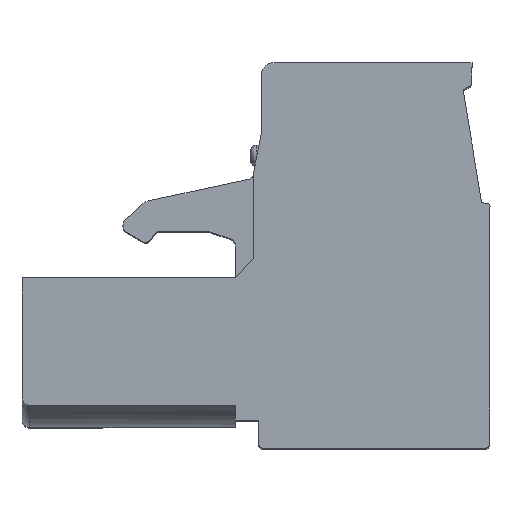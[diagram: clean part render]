
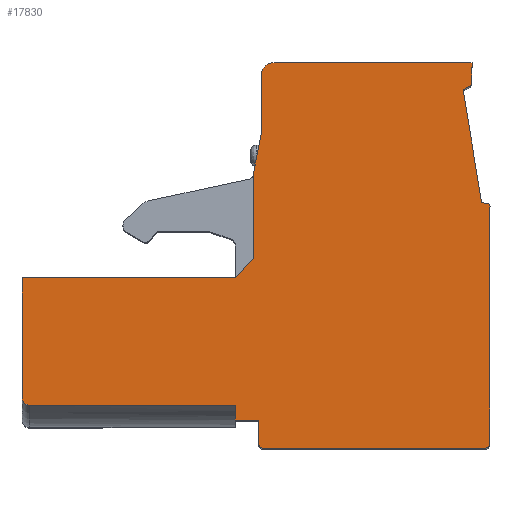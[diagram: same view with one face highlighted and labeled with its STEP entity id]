
A CAD part, top view. The second image highlights one B-rep face of the part: STEP entity #17830.
In plain terms, the highlighted planar face has unit normal (0, 0, 1).
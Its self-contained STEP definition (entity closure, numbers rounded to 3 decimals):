
#6925=DIRECTION('',(0.,1.,0.));
#6926=VECTOR('',#6925,4.65);
#6927=CARTESIAN_POINT('',(3.7,1.975,7.62));
#6928=LINE('',#6927,#6926);
#6929=DIRECTION('',(1.,0.,0.));
#6930=VECTOR('',#6929,8.3);
#6931=CARTESIAN_POINT('',(3.7,6.625,7.62));
#6932=LINE('',#6931,#6930);
#6933=DIRECTION('',(0.682,0.731,0.));
#6934=VECTOR('',#6933,1.026);
#6935=CARTESIAN_POINT('',(12.,6.625,7.62));
#6936=LINE('',#6935,#6934);
#6937=DIRECTION('',(0.,1.,0.));
#6938=VECTOR('',#6937,3.325);
#6939=CARTESIAN_POINT('',(12.7,7.375,7.62));
#6940=LINE('',#6939,#6938);
#6941=DIRECTION('',(0.196,0.981,0.));
#6942=VECTOR('',#6941,1.53);
#6943=CARTESIAN_POINT('',(12.7,10.7,7.62));
#6944=LINE('',#6943,#6942);
#6945=DIRECTION('',(0.,1.,0.));
#6946=VECTOR('',#6945,2.3);
#6947=CARTESIAN_POINT('',(13.,12.2,7.62));
#6948=LINE('',#6947,#6946);
#6949=CARTESIAN_POINT('',(13.5,14.5,7.62));
#6950=DIRECTION('',(0.,0.,-1.));
#6951=DIRECTION('',(-1.,0.,0.));
#6952=AXIS2_PLACEMENT_3D('',#6949,#6950,#6951);
#6954=DIRECTION('',(1.,0.,0.));
#6955=VECTOR('',#6954,7.7);
#6956=CARTESIAN_POINT('',(13.5,15.,7.62));
#6957=LINE('',#6956,#6955);
#6958=DIRECTION('',(0.,-1.,0.));
#6959=VECTOR('',#6958,0.766);
#6960=CARTESIAN_POINT('',(21.2,15.,7.62));
#6961=LINE('',#6960,#6959);
#6962=CARTESIAN_POINT('',(21.,14.234,7.62));
#6963=DIRECTION('',(0.,0.,-1.));
#6964=DIRECTION('',(1.,0.,0.));
#6965=AXIS2_PLACEMENT_3D('',#6962,#6963,#6964);
#6967=DIRECTION('',(-0.911,-0.412,0.));
#6968=VECTOR('',#6967,0.248);
#6969=CARTESIAN_POINT('',(21.082,14.052,7.62));
#6970=LINE('',#6969,#6968);
#6971=DIRECTION('',(0.16,-0.987,0.));
#6972=VECTOR('',#6971,4.449);
#6973=CARTESIAN_POINT('',(20.857,13.95,7.62));
#6974=LINE('',#6973,#6972);
#6975=DIRECTION('',(0.985,-0.174,0.));
#6976=VECTOR('',#6975,0.251);
#6977=CARTESIAN_POINT('',(21.57,9.558,7.62));
#6978=LINE('',#6977,#6976);
#6979=CARTESIAN_POINT('',(21.8,9.416,7.62));
#6980=DIRECTION('',(0.,0.,-1.));
#6981=DIRECTION('',(0.174,0.985,0.));
#6982=AXIS2_PLACEMENT_3D('',#6979,#6980,#6981);
#6984=DIRECTION('',(0.,-1.,0.));
#6985=VECTOR('',#6984,9.216);
#6986=CARTESIAN_POINT('',(21.9,9.416,7.62));
#6987=LINE('',#6986,#6985);
#6988=CARTESIAN_POINT('',(21.7,0.2,7.62));
#6989=DIRECTION('',(0.,0.,-1.));
#6990=DIRECTION('',(1.,0.,0.));
#6991=AXIS2_PLACEMENT_3D('',#6988,#6989,#6990);
#6993=DIRECTION('',(-1.,0.,0.));
#6994=VECTOR('',#6993,8.6);
#6995=CARTESIAN_POINT('',(21.7,0.,7.62));
#6996=LINE('',#6995,#6994);
#6997=CARTESIAN_POINT('',(13.1,0.2,7.62));
#6998=DIRECTION('',(0.,0.,-1.));
#6999=DIRECTION('',(0.,-1.,0.));
#7000=AXIS2_PLACEMENT_3D('',#6997,#6998,#6999);
#7002=DIRECTION('',(0.,1.,0.));
#7003=VECTOR('',#7002,0.9);
#7004=CARTESIAN_POINT('',(12.9,0.2,7.62));
#7005=LINE('',#7004,#7003);
#7006=DIRECTION('',(-1.,0.,0.));
#7007=VECTOR('',#7006,0.9);
#7008=CARTESIAN_POINT('',(12.9,1.1,7.62));
#7009=LINE('',#7008,#7007);
#7010=DIRECTION('',(-1.,0.,0.));
#7011=VECTOR('',#7010,8.);
#7012=CARTESIAN_POINT('',(12.,1.675,7.62));
#7013=LINE('',#7012,#7011);
#7014=CARTESIAN_POINT('',(4.,1.975,7.62));
#7015=DIRECTION('',(0.,0.,-1.));
#7016=DIRECTION('',(0.,-1.,0.));
#7017=AXIS2_PLACEMENT_3D('',#7014,#7015,#7016);
#7248=DIRECTION('',(0.,-1.,0.));
#7249=VECTOR('',#7248,0.575);
#7250=CARTESIAN_POINT('',(12.,1.675,7.62));
#7251=LINE('',#7250,#7249);
#8986=CARTESIAN_POINT('',(3.7,6.625,7.62));
#8987=VERTEX_POINT('',#8986);
#8988=CARTESIAN_POINT('',(3.7,1.975,7.62));
#8989=VERTEX_POINT('',#8988);
#9012=CARTESIAN_POINT('',(4.,1.675,7.62));
#9013=VERTEX_POINT('',#9012);
#9014=CARTESIAN_POINT('',(12.,6.625,7.62));
#9015=VERTEX_POINT('',#9014);
#9016=CARTESIAN_POINT('',(12.7,7.375,7.62));
#9017=VERTEX_POINT('',#9016);
#9018=CARTESIAN_POINT('',(12.7,10.7,7.62));
#9019=VERTEX_POINT('',#9018);
#9020=CARTESIAN_POINT('',(13.,12.2,7.62));
#9021=VERTEX_POINT('',#9020);
#9022=CARTESIAN_POINT('',(13.,14.5,7.62));
#9023=VERTEX_POINT('',#9022);
#9024=CARTESIAN_POINT('',(13.5,15.,7.62));
#9025=VERTEX_POINT('',#9024);
#9026=CARTESIAN_POINT('',(21.2,15.,7.62));
#9027=VERTEX_POINT('',#9026);
#9028=CARTESIAN_POINT('',(21.2,14.234,7.62));
#9029=VERTEX_POINT('',#9028);
#9030=CARTESIAN_POINT('',(21.082,14.052,7.62));
#9031=VERTEX_POINT('',#9030);
#9032=CARTESIAN_POINT('',(20.857,13.95,7.62));
#9033=VERTEX_POINT('',#9032);
#9034=CARTESIAN_POINT('',(21.57,9.558,7.62));
#9035=VERTEX_POINT('',#9034);
#9036=CARTESIAN_POINT('',(21.817,9.515,7.62));
#9037=VERTEX_POINT('',#9036);
#9038=CARTESIAN_POINT('',(21.9,9.416,7.62));
#9039=VERTEX_POINT('',#9038);
#9040=CARTESIAN_POINT('',(21.9,0.2,7.62));
#9041=VERTEX_POINT('',#9040);
#9042=CARTESIAN_POINT('',(21.7,0.,7.62));
#9043=VERTEX_POINT('',#9042);
#9044=CARTESIAN_POINT('',(13.1,0.,7.62));
#9045=VERTEX_POINT('',#9044);
#9046=CARTESIAN_POINT('',(12.9,0.2,7.62));
#9047=VERTEX_POINT('',#9046);
#9048=CARTESIAN_POINT('',(12.9,1.1,7.62));
#9049=VERTEX_POINT('',#9048);
#9050=CARTESIAN_POINT('',(12.,1.1,7.62));
#9051=VERTEX_POINT('',#9050);
#9052=CARTESIAN_POINT('',(12.,1.675,7.62));
#9053=VERTEX_POINT('',#9052);
#17795=CARTESIAN_POINT('',(0.,0.,7.62));
#17796=DIRECTION('',(0.,0.,1.));
#17797=DIRECTION('',(-1.,0.,0.));
#17798=AXIS2_PLACEMENT_3D('',#17795,#17796,#17797);
#17799=PLANE('',#17798);
#17800=ORIENTED_EDGE('',*,*,#11010,.T.);
#17802=ORIENTED_EDGE('',*,*,#17801,.T.);
#17804=ORIENTED_EDGE('',*,*,#17803,.T.);
#17805=ORIENTED_EDGE('',*,*,#12679,.T.);
#17806=ORIENTED_EDGE('',*,*,#12711,.T.);
#17807=ORIENTED_EDGE('',*,*,#13060,.T.);
#17808=ORIENTED_EDGE('',*,*,#13081,.T.);
#17809=ORIENTED_EDGE('',*,*,#13096,.T.);
#17810=ORIENTED_EDGE('',*,*,#16281,.T.);
#17811=ORIENTED_EDGE('',*,*,#16296,.T.);
#17812=ORIENTED_EDGE('',*,*,#16311,.T.);
#17813=ORIENTED_EDGE('',*,*,#16326,.T.);
#17814=ORIENTED_EDGE('',*,*,#16341,.T.);
#17815=ORIENTED_EDGE('',*,*,#16356,.T.);
#17816=ORIENTED_EDGE('',*,*,#16371,.T.);
#17817=ORIENTED_EDGE('',*,*,#17787,.T.);
#17818=ORIENTED_EDGE('',*,*,#10217,.T.);
#17819=ORIENTED_EDGE('',*,*,#10863,.T.);
#17820=ORIENTED_EDGE('',*,*,#10878,.T.);
#17821=ORIENTED_EDGE('',*,*,#10897,.T.);
#17823=ORIENTED_EDGE('',*,*,#17822,.F.);
#17825=ORIENTED_EDGE('',*,*,#17824,.T.);
#17827=ORIENTED_EDGE('',*,*,#17826,.T.);
#17828=EDGE_LOOP('',(#17800,#17802,#17804,#17805,#17806,#17807,#17808,#17809,
#17810,#17811,#17812,#17813,#17814,#17815,#17816,#17817,#17818,#17819,#17820,
#17821,#17823,#17825,#17827));
#17829=FACE_OUTER_BOUND('',#17828,.F.);
#6953=CIRCLE('',#6952,0.5);
#6966=CIRCLE('',#6965,0.2);
#6983=CIRCLE('',#6982,0.1);
#6992=CIRCLE('',#6991,0.2);
#7001=CIRCLE('',#7000,0.2);
#7018=CIRCLE('',#7017,0.3);
#10217=EDGE_CURVE('',#9043,#9045,#6996,.T.);
#10863=EDGE_CURVE('',#9045,#9047,#7001,.T.);
#10878=EDGE_CURVE('',#9047,#9049,#7005,.T.);
#10897=EDGE_CURVE('',#9049,#9051,#7009,.T.);
#11010=EDGE_CURVE('',#8989,#8987,#6928,.T.);
#12679=EDGE_CURVE('',#9017,#9019,#6940,.T.);
#12711=EDGE_CURVE('',#9019,#9021,#6944,.T.);
#13060=EDGE_CURVE('',#9021,#9023,#6948,.T.);
#13081=EDGE_CURVE('',#9023,#9025,#6953,.T.);
#13096=EDGE_CURVE('',#9025,#9027,#6957,.T.);
#16281=EDGE_CURVE('',#9027,#9029,#6961,.T.);
#16296=EDGE_CURVE('',#9029,#9031,#6966,.T.);
#16311=EDGE_CURVE('',#9031,#9033,#6970,.T.);
#16326=EDGE_CURVE('',#9033,#9035,#6974,.T.);
#16341=EDGE_CURVE('',#9035,#9037,#6978,.T.);
#16356=EDGE_CURVE('',#9037,#9039,#6983,.T.);
#16371=EDGE_CURVE('',#9039,#9041,#6987,.T.);
#17787=EDGE_CURVE('',#9041,#9043,#6992,.T.);
#17801=EDGE_CURVE('',#8987,#9015,#6932,.T.);
#17803=EDGE_CURVE('',#9015,#9017,#6936,.T.);
#17822=EDGE_CURVE('',#9053,#9051,#7251,.T.);
#17824=EDGE_CURVE('',#9053,#9013,#7013,.T.);
#17826=EDGE_CURVE('',#9013,#8989,#7018,.T.);
#17830=ADVANCED_FACE('',(#17829),#17799,.T.);
